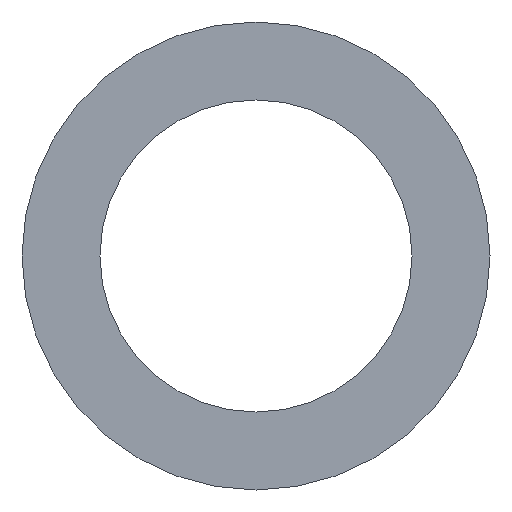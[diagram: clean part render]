
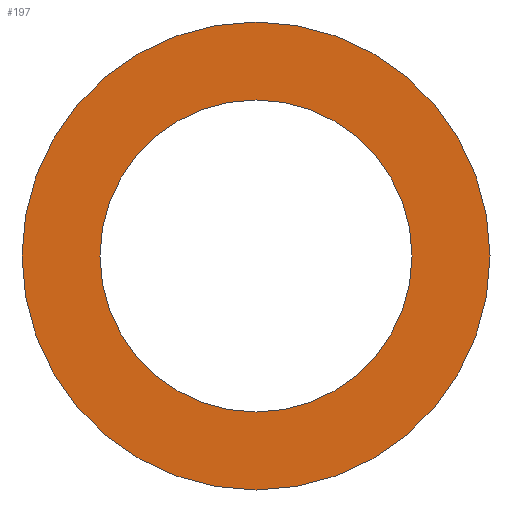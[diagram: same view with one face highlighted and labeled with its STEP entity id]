
A CAD part, front view. The second image highlights one B-rep face of the part: STEP entity #197.
In plain terms, the highlighted planar face has unit normal (0, -1, 0).
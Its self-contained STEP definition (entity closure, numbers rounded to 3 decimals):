
#1 = CIRCLE ( 'NONE', #9, 3. ) ;
#3 = CIRCLE ( 'NONE', #4, 3. ) ;
#4 = AXIS2_PLACEMENT_3D ( 'NONE', #157, #135, #151 ) ;
#9 = AXIS2_PLACEMENT_3D ( 'NONE', #159, #141, #142 ) ;
#10 = CIRCLE ( 'NONE', #11, 2. ) ;
#11 = AXIS2_PLACEMENT_3D ( 'NONE', #127, #145, #146 ) ;
#14 = AXIS2_PLACEMENT_3D ( 'NONE', #150, #126, #152 ) ;
#20 = AXIS2_PLACEMENT_3D ( 'NONE', #153, #143, #147 ) ;
#38 = CIRCLE ( 'NONE', #14, 2. ) ;
#70 = ORIENTED_EDGE ( 'NONE', *, *, #196, .T. ) ;
#74 = VERTEX_POINT ( 'NONE', #93 ) ;
#79 = ORIENTED_EDGE ( 'NONE', *, *, #188, .F. ) ;
#82 = ORIENTED_EDGE ( 'NONE', *, *, #192, .T. ) ;
#83 = VERTEX_POINT ( 'NONE', #112 ) ;
#85 = VERTEX_POINT ( 'NONE', #115 ) ;
#93 = CARTESIAN_POINT ( 'NONE',  ( 0., 0., -3. ) ) ;
#102 = EDGE_LOOP ( 'NONE', ( #103, #79 ) ) ;
#103 = ORIENTED_EDGE ( 'NONE', *, *, #193, .F. ) ;
#108 = VERTEX_POINT ( 'NONE', #116 ) ;
#112 = CARTESIAN_POINT ( 'NONE',  ( 0., 0., -2. ) ) ;
#115 = CARTESIAN_POINT ( 'NONE',  ( 0., 0., 3. ) ) ;
#116 = CARTESIAN_POINT ( 'NONE',  ( 0., 0., 2. ) ) ;
#118 = EDGE_LOOP ( 'NONE', ( #82, #70 ) ) ;
#125 = PLANE ( 'NONE',  #20 ) ;
#126 = DIRECTION ( 'NONE',  ( 0., 1., 0. ) ) ;
#127 = CARTESIAN_POINT ( 'NONE',  ( 0., 0., 0. ) ) ;
#135 = DIRECTION ( 'NONE',  ( 0., 1., 0. ) ) ;
#136 = FACE_OUTER_BOUND ( 'NONE', #102, .T. ) ;
#141 = DIRECTION ( 'NONE',  ( 0., 1., 0. ) ) ;
#142 = DIRECTION ( 'NONE',  ( 0., 0., 1. ) ) ;
#143 = DIRECTION ( 'NONE',  ( 0., 1., 0. ) ) ;
#144 = FACE_BOUND ( 'NONE', #118, .T. ) ;
#145 = DIRECTION ( 'NONE',  ( 0., 1., 0. ) ) ;
#146 = DIRECTION ( 'NONE',  ( 0., 0., 1. ) ) ;
#147 = DIRECTION ( 'NONE',  ( 0., 0., 1. ) ) ;
#150 = CARTESIAN_POINT ( 'NONE',  ( 0., 0., 0. ) ) ;
#151 = DIRECTION ( 'NONE',  ( 0., 0., 1. ) ) ;
#152 = DIRECTION ( 'NONE',  ( 0., 0., 1. ) ) ;
#153 = CARTESIAN_POINT ( 'NONE',  ( 0., 0., 0. ) ) ;
#157 = CARTESIAN_POINT ( 'NONE',  ( 0., 0., 0. ) ) ;
#159 = CARTESIAN_POINT ( 'NONE',  ( 0., 0., 0. ) ) ;
#188 = EDGE_CURVE ( 'NONE', #85, #74, #3, .T. ) ;
#192 = EDGE_CURVE ( 'NONE', #83, #108, #10, .T. ) ;
#193 = EDGE_CURVE ( 'NONE', #74, #85, #1, .T. ) ;
#196 = EDGE_CURVE ( 'NONE', #108, #83, #38, .T. ) ;
#197 = ADVANCED_FACE ( 'NONE', ( #136, #144 ), #125, .F. ) ;
